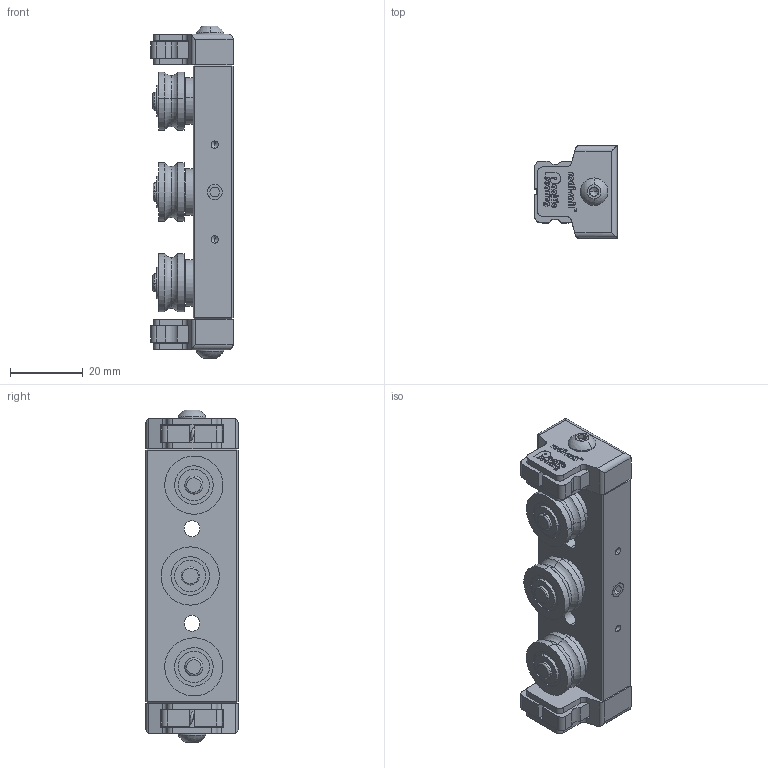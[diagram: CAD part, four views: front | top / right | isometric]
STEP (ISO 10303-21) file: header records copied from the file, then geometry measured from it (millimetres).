
FILE_DESCRIPTION (( 'STEP AP203' ), '1' );
FILE_NAME ('CRT_51CD75FAD1.step', '2021-09-29T21:07:47', ( '' ), ( '' ), 'SwSTEP 2.0', 'SolidWorks 2019', '' );
FILE_SCHEMA (( 'CONFIG_CONTROL_DESIGN' ));
Products named in the file (3): yqmjkgVSMa_CADModel_0; CRT_51CD75FAD1
Assembly tree (1 placements, depth 2):
  yqmjkgVSMa_CADModel_0
  CRT_51CD75FAD1
    yqmjkgVSMa_CADModel_0
Bounding box: 22.61 x 25.4 x 91.27 mm (x, y, z)
Volume: 36179.1 mm3; surface area: 28420.2 mm2
Topology: 30 solids, 30 shells, 1947 faces, 5026 edges, 3290 vertices
Faces by surface type: plane 946, bspline 587, cylinder 302, cone 76, torus 32, sphere 4
Entity records: 87242 total; most frequent: CARTESIAN_POINT 42919, ORIENTED_EDGE 10028, DIRECTION 7286, EDGE_CURVE 5014, VERTEX_POINT 3290, VECTOR 3084, LINE 3084, EDGE_LOOP 2160
